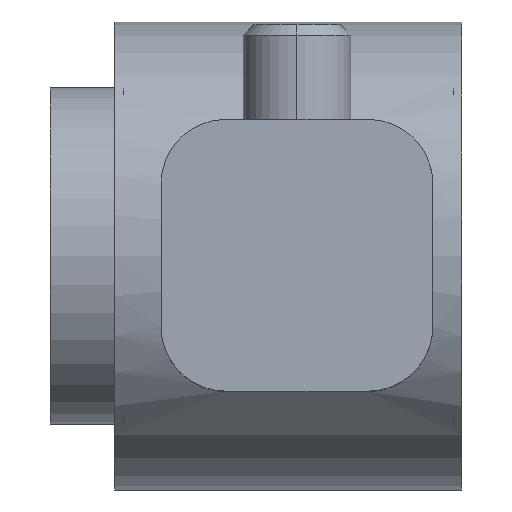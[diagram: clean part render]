
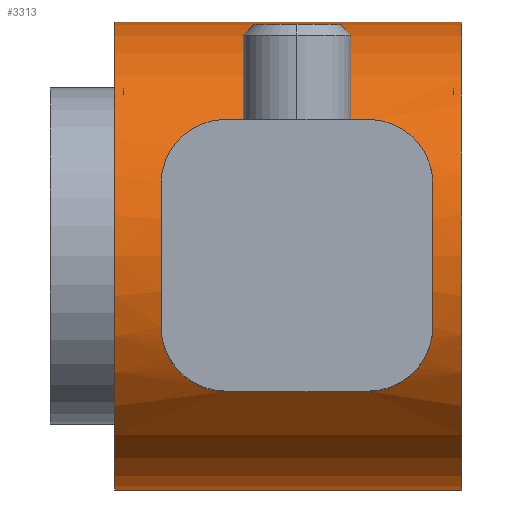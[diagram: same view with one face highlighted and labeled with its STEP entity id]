
A CAD part, top view. The second image highlights one B-rep face of the part: STEP entity #3313.
In plain terms, the highlighted cylindrical face has radius 54.25 mm (diameter 108.5 mm), a partial arc.
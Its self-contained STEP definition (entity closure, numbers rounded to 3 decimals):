
#292=DIRECTION('',(-1.,0.,0.));
#293=VECTOR('',#292,80.5);
#294=CARTESIAN_POINT('',(95.5,54.25,0.));
#295=LINE('',#294,#293);
#299=DIRECTION('',(-1.,0.,0.));
#300=VECTOR('',#299,80.5);
#301=CARTESIAN_POINT('',(95.5,-54.25,0.));
#302=LINE('',#301,#300);
#314=CARTESIAN_POINT('',(95.5,0.,0.));
#315=DIRECTION('',(1.,0.,0.));
#316=DIRECTION('',(0.,1.,0.));
#317=AXIS2_PLACEMENT_3D('',#314,#315,#316);
#322=CARTESIAN_POINT('',(88.75,0.,0.));
#323=DIRECTION('',(1.,0.,0.));
#324=DIRECTION('',(0.,0.304,0.953));
#325=AXIS2_PLACEMENT_3D('',#322,#323,#324);
#330=DIRECTION('',(1.,0.,0.));
#331=VECTOR('',#330,33.);
#332=CARTESIAN_POINT('',(40.75,31.5,44.168));
#333=LINE('',#332,#331);
#337=CARTESIAN_POINT('',(25.75,0.,0.));
#338=DIRECTION('',(1.,0.,0.));
#339=DIRECTION('',(0.,0.304,0.953));
#340=AXIS2_PLACEMENT_3D('',#337,#338,#339);
#345=DIRECTION('',(1.,0.,0.));
#346=VECTOR('',#345,33.);
#347=CARTESIAN_POINT('',(40.75,-31.5,44.168));
#348=LINE('',#347,#346);
#352=CARTESIAN_POINT('',(15.,0.,0.));
#353=DIRECTION('',(1.,0.,0.));
#354=DIRECTION('',(0.,1.,0.));
#355=AXIS2_PLACEMENT_3D('',#352,#353,#354);
#1638=CARTESIAN_POINT('',(73.75,31.5,44.168));
#1639=CARTESIAN_POINT('',(74.518,31.5,44.168));
#1640=CARTESIAN_POINT('',(76.089,31.383,44.252));
#1641=CARTESIAN_POINT('',(78.516,30.798,44.664));
#1642=CARTESIAN_POINT('',(80.864,29.788,45.348));
#1643=CARTESIAN_POINT('',(83.043,28.374,46.251));
#1644=CARTESIAN_POINT('',(85.026,26.517,47.347));
#1645=CARTESIAN_POINT('',(86.646,24.32,48.517));
#1646=CARTESIAN_POINT('',(87.848,21.865,49.675));
#1647=CARTESIAN_POINT('',(88.594,19.18,50.774));
#1648=CARTESIAN_POINT('',(88.75,17.39,51.396));
#1649=CARTESIAN_POINT('',(88.75,16.5,51.68));
#1714=CARTESIAN_POINT('',(25.75,16.5,51.68));
#1715=CARTESIAN_POINT('',(25.75,17.389,51.396));
#1716=CARTESIAN_POINT('',(25.906,19.18,50.774));
#1717=CARTESIAN_POINT('',(26.651,21.864,49.676));
#1718=CARTESIAN_POINT('',(27.853,24.319,48.517));
#1719=CARTESIAN_POINT('',(29.473,26.516,47.347));
#1720=CARTESIAN_POINT('',(31.456,28.373,46.252));
#1721=CARTESIAN_POINT('',(33.635,29.788,45.348));
#1722=CARTESIAN_POINT('',(35.984,30.798,44.664));
#1723=CARTESIAN_POINT('',(38.411,31.383,44.252));
#1724=CARTESIAN_POINT('',(39.983,31.5,44.168));
#1725=CARTESIAN_POINT('',(40.75,31.5,44.168));
#1834=CARTESIAN_POINT('',(40.75,-31.5,44.168));
#1835=CARTESIAN_POINT('',(39.982,-31.5,44.168));
#1836=CARTESIAN_POINT('',(38.411,-31.383,44.252));
#1837=CARTESIAN_POINT('',(35.984,-30.798,44.664));
#1838=CARTESIAN_POINT('',(33.636,-29.788,45.348));
#1839=CARTESIAN_POINT('',(31.457,-28.374,46.251));
#1840=CARTESIAN_POINT('',(29.474,-26.517,47.347));
#1841=CARTESIAN_POINT('',(27.854,-24.32,48.517));
#1842=CARTESIAN_POINT('',(26.652,-21.865,49.675));
#1843=CARTESIAN_POINT('',(25.906,-19.18,50.774));
#1844=CARTESIAN_POINT('',(25.75,-17.39,51.396));
#1845=CARTESIAN_POINT('',(25.75,-16.5,51.68));
#1864=CARTESIAN_POINT('',(88.75,-16.5,51.68));
#1865=CARTESIAN_POINT('',(88.75,-17.389,51.396));
#1866=CARTESIAN_POINT('',(88.594,-19.18,50.774));
#1867=CARTESIAN_POINT('',(87.849,-21.864,49.676));
#1868=CARTESIAN_POINT('',(86.647,-24.319,48.517));
#1869=CARTESIAN_POINT('',(85.027,-26.516,47.347));
#1870=CARTESIAN_POINT('',(83.044,-28.373,46.252));
#1871=CARTESIAN_POINT('',(80.865,-29.788,45.348));
#1872=CARTESIAN_POINT('',(78.516,-30.798,44.664));
#1873=CARTESIAN_POINT('',(76.089,-31.383,44.252));
#1874=CARTESIAN_POINT('',(74.517,-31.5,44.168));
#1875=CARTESIAN_POINT('',(73.75,-31.5,44.168));
#2712=CARTESIAN_POINT('',(95.5,54.25,0.));
#2713=CARTESIAN_POINT('',(15.,54.25,0.));
#2714=VERTEX_POINT('',#2712);
#2715=VERTEX_POINT('',#2713);
#2720=CARTESIAN_POINT('',(95.5,-54.25,0.));
#2721=CARTESIAN_POINT('',(15.,-54.25,0.));
#2722=VERTEX_POINT('',#2720);
#2723=VERTEX_POINT('',#2721);
#2729=CARTESIAN_POINT('',(40.75,31.5,44.168));
#2731=VERTEX_POINT('',#2729);
#2734=CARTESIAN_POINT('',(25.75,16.5,51.68));
#2735=VERTEX_POINT('',#2734);
#2737=CARTESIAN_POINT('',(88.75,16.5,51.68));
#2739=VERTEX_POINT('',#2737);
#2742=CARTESIAN_POINT('',(73.75,31.5,44.168));
#2743=VERTEX_POINT('',#2742);
#2745=CARTESIAN_POINT('',(25.75,-16.5,51.68));
#2747=VERTEX_POINT('',#2745);
#2750=CARTESIAN_POINT('',(40.75,-31.5,44.168));
#2751=VERTEX_POINT('',#2750);
#2753=CARTESIAN_POINT('',(73.75,-31.5,44.168));
#2755=VERTEX_POINT('',#2753);
#2758=CARTESIAN_POINT('',(88.75,-16.5,51.68));
#2759=VERTEX_POINT('',#2758);
#3283=CARTESIAN_POINT('',(-4.775,0.,0.));
#3284=DIRECTION('',(1.,0.,0.));
#3285=DIRECTION('',(0.,-1.,0.));
#3286=AXIS2_PLACEMENT_3D('',#3283,#3284,#3285);
#3287=CYLINDRICAL_SURFACE('',#3286,54.25);
#3288=ORIENTED_EDGE('',*,*,#3273,.F.);
#3289=ORIENTED_EDGE('',*,*,#3167,.T.);
#3290=ORIENTED_EDGE('',*,*,#3277,.T.);
#3292=ORIENTED_EDGE('',*,*,#3291,.F.);
#3293=EDGE_LOOP('',(#3288,#3289,#3290,#3292));
#3294=FACE_OUTER_BOUND('',#3293,.F.);
#3296=ORIENTED_EDGE('',*,*,#3295,.F.);
#3298=ORIENTED_EDGE('',*,*,#3297,.F.);
#3300=ORIENTED_EDGE('',*,*,#3299,.F.);
#3302=ORIENTED_EDGE('',*,*,#3301,.F.);
#3304=ORIENTED_EDGE('',*,*,#3303,.T.);
#3306=ORIENTED_EDGE('',*,*,#3305,.F.);
#3308=ORIENTED_EDGE('',*,*,#3307,.T.);
#3310=ORIENTED_EDGE('',*,*,#3309,.F.);
#3311=EDGE_LOOP('',(#3296,#3298,#3300,#3302,#3304,#3306,#3308,#3310));
#3312=FACE_BOUND('',#3311,.F.);
#3313=ADVANCED_FACE('',(#3294,#3312),#3287,.T.);
#318=CIRCLE('',#317,54.25);
#326=CIRCLE('',#325,54.25);
#341=CIRCLE('',#340,54.25);
#356=CIRCLE('',#355,54.25);
#1650=B_SPLINE_CURVE_WITH_KNOTS('',3,(#1638,#1639,#1640,#1641,#1642,#1643,#1644,
#1645,#1646,#1647,#1648,#1649),.UNSPECIFIED.,.F.,.F.,(4,1,1,1,1,1,1,1,1,4),
(0.,0.111,0.222,0.333,0.444,
0.556,0.667,0.778,0.889,1.),
.UNSPECIFIED.);
#1726=B_SPLINE_CURVE_WITH_KNOTS('',3,(#1714,#1715,#1716,#1717,#1718,#1719,#1720,
#1721,#1722,#1723,#1724,#1725),.UNSPECIFIED.,.F.,.F.,(4,1,1,1,1,1,1,1,1,4),
(0.,0.111,0.222,0.333,0.444,
0.556,0.667,0.778,0.889,1.),
.UNSPECIFIED.);
#1846=B_SPLINE_CURVE_WITH_KNOTS('',3,(#1834,#1835,#1836,#1837,#1838,#1839,#1840,
#1841,#1842,#1843,#1844,#1845),.UNSPECIFIED.,.F.,.F.,(4,1,1,1,1,1,1,1,1,4),
(0.,0.111,0.222,0.333,0.444,
0.556,0.667,0.778,0.889,1.),
.UNSPECIFIED.);
#1876=B_SPLINE_CURVE_WITH_KNOTS('',3,(#1864,#1865,#1866,#1867,#1868,#1869,#1870,
#1871,#1872,#1873,#1874,#1875),.UNSPECIFIED.,.F.,.F.,(4,1,1,1,1,1,1,1,1,4),
(0.,0.111,0.222,0.333,0.444,
0.556,0.667,0.778,0.889,1.),
.UNSPECIFIED.);
#3167=EDGE_CURVE('',#2714,#2722,#318,.T.);
#3273=EDGE_CURVE('',#2714,#2715,#295,.T.);
#3277=EDGE_CURVE('',#2722,#2723,#302,.T.);
#3291=EDGE_CURVE('',#2715,#2723,#356,.T.);
#3295=EDGE_CURVE('',#2739,#2759,#326,.T.);
#3297=EDGE_CURVE('',#2743,#2739,#1650,.T.);
#3299=EDGE_CURVE('',#2731,#2743,#333,.T.);
#3301=EDGE_CURVE('',#2735,#2731,#1726,.T.);
#3303=EDGE_CURVE('',#2735,#2747,#341,.T.);
#3305=EDGE_CURVE('',#2751,#2747,#1846,.T.);
#3307=EDGE_CURVE('',#2751,#2755,#348,.T.);
#3309=EDGE_CURVE('',#2759,#2755,#1876,.T.);
